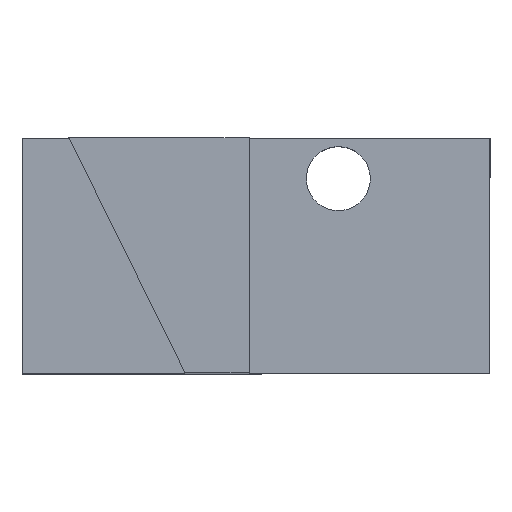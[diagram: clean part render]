
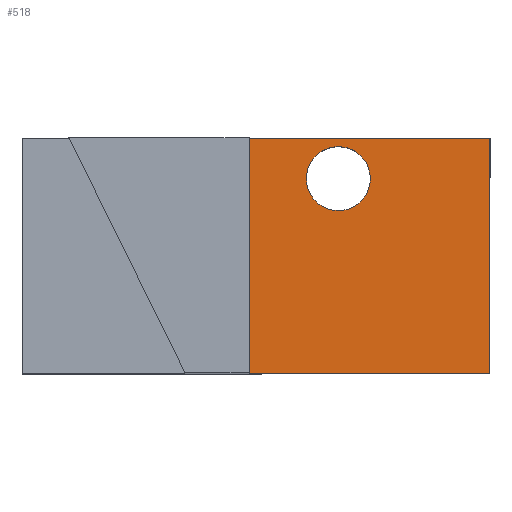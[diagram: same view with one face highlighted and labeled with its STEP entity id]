
A CAD part, top view. The second image highlights one B-rep face of the part: STEP entity #518.
In plain terms, the highlighted planar face has unit normal (0, 0, 1).
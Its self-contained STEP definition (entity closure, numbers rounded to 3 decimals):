
#15=FACE_BOUND('',#73,.T.);
#21=CIRCLE('',#559,1.5);
#45=FACE_OUTER_BOUND('',#72,.T.);
#72=EDGE_LOOP('',(#419,#420,#421,#422));
#73=EDGE_LOOP('',(#423));
#122=LINE('',#778,#187);
#137=LINE('',#809,#202);
#141=LINE('',#816,#206);
#144=LINE('',#825,#209);
#187=VECTOR('',#629,10.);
#202=VECTOR('',#652,10.);
#206=VECTOR('',#658,10.);
#209=VECTOR('',#669,10.);
#244=VERTEX_POINT('',#775);
#245=VERTEX_POINT('',#777);
#256=VERTEX_POINT('',#807);
#257=VERTEX_POINT('',#808);
#260=VERTEX_POINT('',#819);
#298=EDGE_CURVE('',#244,#245,#122,.T.);
#313=EDGE_CURVE('',#256,#257,#137,.T.);
#317=EDGE_CURVE('',#245,#256,#141,.T.);
#319=EDGE_CURVE('',#260,#260,#21,.T.);
#322=EDGE_CURVE('',#244,#257,#144,.T.);
#419=ORIENTED_EDGE('',*,*,#317,.F.);
#420=ORIENTED_EDGE('',*,*,#298,.F.);
#421=ORIENTED_EDGE('',*,*,#322,.T.);
#422=ORIENTED_EDGE('',*,*,#313,.F.);
#423=ORIENTED_EDGE('',*,*,#319,.F.);
#493=PLANE('',#561);
#518=ADVANCED_FACE('',(#45,#15),#493,.T.);
#559=AXIS2_PLACEMENT_3D('',#820,#662,#663);
#561=AXIS2_PLACEMENT_3D('',#824,#667,#668);
#629=DIRECTION('',(1.,0.,0.));
#652=DIRECTION('',(-1.,0.,0.));
#658=DIRECTION('',(0.,-1.,0.));
#662=DIRECTION('center_axis',(0.,0.,
1.));
#663=DIRECTION('ref_axis',(1.,0.,0.));
#667=DIRECTION('center_axis',(0.,0.,
1.));
#668=DIRECTION('ref_axis',(1.,0.,0.));
#669=DIRECTION('',(0.,-1.,0.));
#775=CARTESIAN_POINT('',(-22.863,38.2,-17.016));
#777=CARTESIAN_POINT('',(-8.663,38.2,-17.016));
#778=CARTESIAN_POINT('',(-19.313,38.2,-17.016));
#807=CARTESIAN_POINT('',(-8.663,27.2,-17.016));
#808=CARTESIAN_POINT('',(-22.863,27.2,-17.016));
#809=CARTESIAN_POINT('',(-12.213,27.2,-17.016));
#816=CARTESIAN_POINT('',(-8.663,35.45,-17.016));
#819=CARTESIAN_POINT('',(-17.263,36.329,-17.016));
#820=CARTESIAN_POINT('Origin',(-15.763,36.329,-17.016));
#824=CARTESIAN_POINT('Origin',(-15.763,32.7,-17.016));
#825=CARTESIAN_POINT('',(-22.863,29.95,-17.016));
